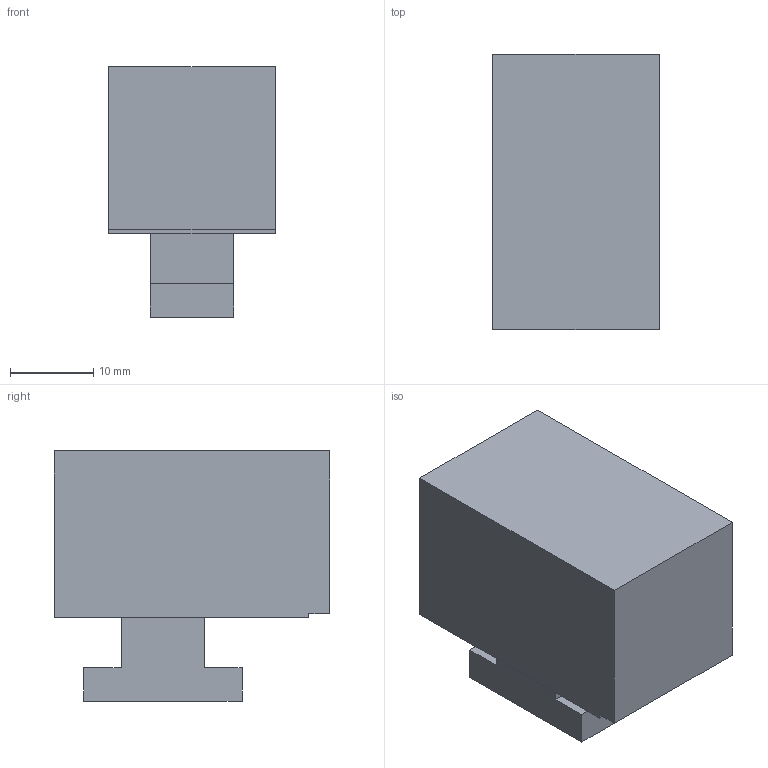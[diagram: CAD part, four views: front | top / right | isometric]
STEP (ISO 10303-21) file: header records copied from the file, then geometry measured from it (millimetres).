
FILE_DESCRIPTION(('STEP AP214'),'1');
FILE_NAME('cctmp_C0F42A9A-26E6-4CD0-A9C6-2A12028A5CB1_2020_1_20_8_4_11_730..stp','2020-01-20T07:04:11',('Bosch Rexroth AG'),('CADClick - www.CADClick.com'),'Spatial InterOp 3D',' ','unknown authorization - (Healing Option Enabled)');
FILE_SCHEMA(('AUTOMOTIVE_DESIGN'));
Length unit declared in the file: millimetre
Products named in the file (1): 2020_01_20__08-04-11-730
Bounding box: 20 x 33 x 30 mm (x, y, z)
Volume: 14535 mm3; surface area: 4089.5 mm2
Topology: 1 solids, 1 shells, 17 faces, 42 edges, 28 vertices
Faces by surface type: plane 17
Entity records: 656 total; most frequent: CARTESIAN_POINT 88, ORIENTED_EDGE 84, DIRECTION 78, EDGE_CURVE 42, LINE 42, VECTOR 42, VERTEX_POINT 28, STYLED_ITEM 18
